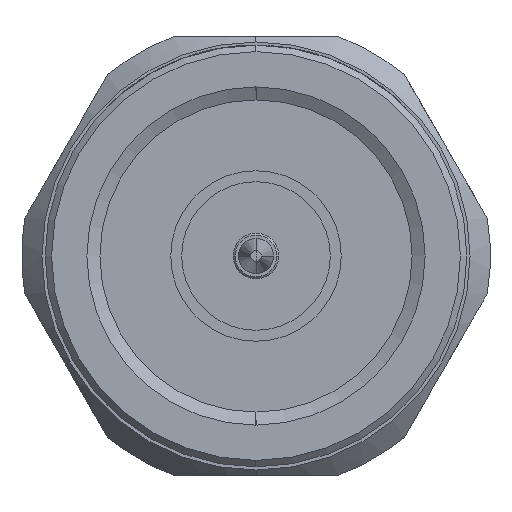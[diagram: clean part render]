
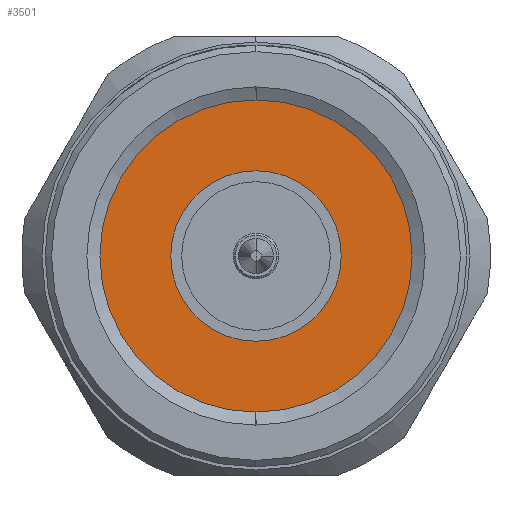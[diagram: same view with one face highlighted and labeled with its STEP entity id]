
A CAD part, left-side view. The second image highlights one B-rep face of the part: STEP entity #3501.
In plain terms, the highlighted planar face has unit normal (-1, 0, 0).
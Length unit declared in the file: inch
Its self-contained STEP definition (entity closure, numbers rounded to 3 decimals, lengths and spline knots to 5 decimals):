
#1495 = EDGE_LOOP ( 'NONE', ( #15733, #43410 ) ) ;
#1808 = DIRECTION ( 'NONE',  ( -1., 0., 0. ) ) ;
#3501 = ADVANCED_FACE ( 'NONE', ( #14632, #22822 ), #6976, .F. ) ;
#4260 = CIRCLE ( 'NONE', #23445, 0.15748 ) ;
#6976 = PLANE ( 'NONE',  #26285 ) ;
#6981 = VERTEX_POINT ( 'NONE', #17644 ) ;
#7761 = CARTESIAN_POINT ( 'NONE',  ( 0.41653, 0., 0. ) ) ;
#11583 = EDGE_CURVE ( 'NONE', #50556, #6981, #4260, .T. ) ;
#12178 = DIRECTION ( 'NONE',  ( -1., 0., 0. ) ) ;
#14108 = CARTESIAN_POINT ( 'NONE',  ( 0.41653, 0., 0. ) ) ;
#14632 = FACE_BOUND ( 'NONE', #1495, .T. ) ;
#14687 = CARTESIAN_POINT ( 'NONE',  ( 0.41653, 0., 0. ) ) ;
#15733 = ORIENTED_EDGE ( 'NONE', *, *, #11583, .F. ) ;
#16230 = DIRECTION ( 'NONE',  ( 0., 0., 1. ) ) ;
#17644 = CARTESIAN_POINT ( 'NONE',  ( 0.41653, 0., -0.15748 ) ) ;
#18238 = DIRECTION ( 'NONE',  ( -1., 0., 0. ) ) ;
#18724 = ORIENTED_EDGE ( 'NONE', *, *, #46453, .T. ) ;
#19803 = CARTESIAN_POINT ( 'NONE',  ( 0.41653, 0., 0. ) ) ;
#22253 = CIRCLE ( 'NONE', #36303, 0.34395 ) ;
#22822 = FACE_OUTER_BOUND ( 'NONE', #29114, .T. ) ;
#23445 = AXIS2_PLACEMENT_3D ( 'NONE', #7761, #40380, #16230 ) ;
#23885 = CIRCLE ( 'NONE', #30003, 0.34395 ) ;
#25943 = DIRECTION ( 'NONE',  ( 0., 0., 1. ) ) ;
#26202 = ORIENTED_EDGE ( 'NONE', *, *, #39295, .T. ) ;
#26285 = AXIS2_PLACEMENT_3D ( 'NONE', #19803, #52426, #31348 ) ;
#26982 = DIRECTION ( 'NONE',  ( 0., 0., 1. ) ) ;
#28891 = DIRECTION ( 'NONE',  ( 0., 0., 1. ) ) ;
#29114 = EDGE_LOOP ( 'NONE', ( #18724, #26202 ) ) ;
#30003 = AXIS2_PLACEMENT_3D ( 'NONE', #14687, #18238, #25943 ) ;
#31348 = DIRECTION ( 'NONE',  ( 0., 0., -1. ) ) ;
#31969 = CIRCLE ( 'NONE', #52056, 0.15748 ) ;
#33335 = EDGE_CURVE ( 'NONE', #6981, #50556, #31969, .T. ) ;
#34988 = VERTEX_POINT ( 'NONE', #42654 ) ;
#36303 = AXIS2_PLACEMENT_3D ( 'NONE', #53829, #12178, #28891 ) ;
#39295 = EDGE_CURVE ( 'NONE', #46291, #34988, #22253, .T. ) ;
#40380 = DIRECTION ( 'NONE',  ( -1., 0., 0. ) ) ;
#42654 = CARTESIAN_POINT ( 'NONE',  ( 0.41653, 0., 0.34395 ) ) ;
#43410 = ORIENTED_EDGE ( 'NONE', *, *, #33335, .F. ) ;
#46291 = VERTEX_POINT ( 'NONE', #52829 ) ;
#46453 = EDGE_CURVE ( 'NONE', #34988, #46291, #23885, .T. ) ;
#50556 = VERTEX_POINT ( 'NONE', #54197 ) ;
#52056 = AXIS2_PLACEMENT_3D ( 'NONE', #14108, #1808, #26982 ) ;
#52426 = DIRECTION ( 'NONE',  ( 1., 0., 0. ) ) ;
#52829 = CARTESIAN_POINT ( 'NONE',  ( 0.41653, 0., -0.34395 ) ) ;
#53829 = CARTESIAN_POINT ( 'NONE',  ( 0.41653, 0., 0. ) ) ;
#54197 = CARTESIAN_POINT ( 'NONE',  ( 0.41653, 0., 0.15748 ) ) ;
